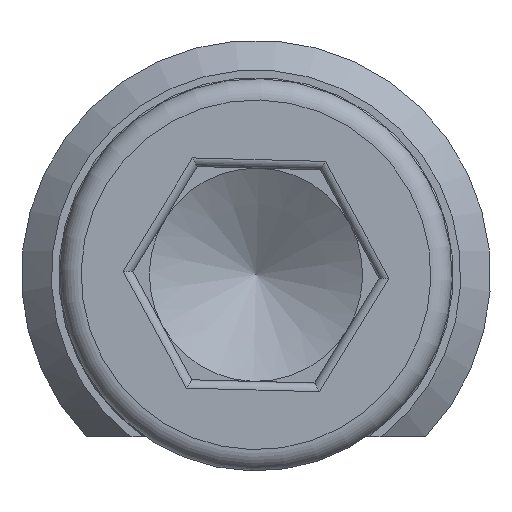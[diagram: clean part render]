
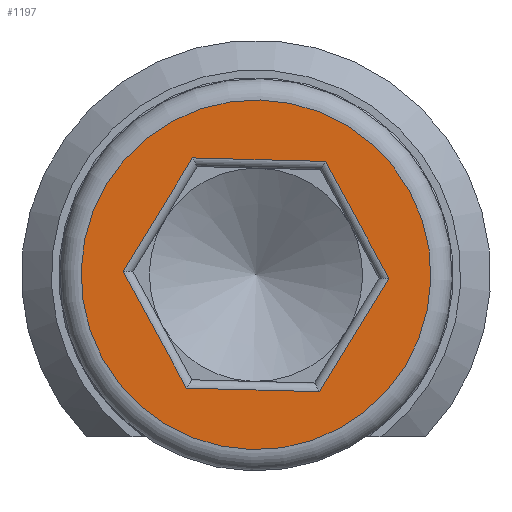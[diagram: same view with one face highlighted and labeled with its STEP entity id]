
A CAD part, front view. The second image highlights one B-rep face of the part: STEP entity #1197.
In plain terms, the highlighted face is planar.
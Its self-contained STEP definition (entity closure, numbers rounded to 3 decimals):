
#55=FACE_BOUND('',#250,.T.);
#75=PLANE('',#1396);
#173=FACE_OUTER_BOUND('',#249,.T.);
#249=EDGE_LOOP('',(#1068));
#250=EDGE_LOOP('',(#1069,#1070,#1071,#1072,#1073,#1074));
#313=LINE('',#2109,#391);
#315=LINE('',#2118,#393);
#317=LINE('',#2124,#395);
#319=LINE('',#2130,#397);
#321=LINE('',#2134,#399);
#323=LINE('',#2137,#401);
#391=VECTOR('',#1712,3.118);
#393=VECTOR('',#1720,3.118);
#395=VECTOR('',#1726,3.118);
#397=VECTOR('',#1732,3.118);
#399=VECTOR('',#1738,3.118);
#401=VECTOR('',#1742,3.118);
#492=CIRCLE('',#1397,4.1);
#587=VERTEX_POINT('',#2106);
#588=VERTEX_POINT('',#2108);
#591=VERTEX_POINT('',#2115);
#592=VERTEX_POINT('',#2117);
#594=VERTEX_POINT('',#2123);
#596=VERTEX_POINT('',#2129);
#604=VERTEX_POINT('',#2159);
#738=EDGE_CURVE('',#587,#588,#313,.T.);
#742=EDGE_CURVE('',#591,#592,#315,.T.);
#745=EDGE_CURVE('',#588,#594,#317,.T.);
#748=EDGE_CURVE('',#594,#596,#319,.T.);
#751=EDGE_CURVE('',#596,#591,#321,.T.);
#753=EDGE_CURVE('',#592,#587,#323,.T.);
#764=EDGE_CURVE('',#604,#604,#492,.T.);
#1068=ORIENTED_EDGE('',*,*,#764,.F.);
#1069=ORIENTED_EDGE('',*,*,#742,.F.);
#1070=ORIENTED_EDGE('',*,*,#751,.F.);
#1071=ORIENTED_EDGE('',*,*,#748,.F.);
#1072=ORIENTED_EDGE('',*,*,#745,.F.);
#1073=ORIENTED_EDGE('',*,*,#738,.F.);
#1074=ORIENTED_EDGE('',*,*,#753,.F.);
#1197=ADVANCED_FACE('',(#173,#55),#75,.T.);
#1396=AXIS2_PLACEMENT_3D('',#2158,#1759,#1760);
#1397=AXIS2_PLACEMENT_3D('',#2160,#1761,#1762);
#1712=DIRECTION('',(-0.866,-0.5,0.));
#1720=DIRECTION('',(0.866,-0.5,0.));
#1726=DIRECTION('',(-0.866,0.5,0.));
#1732=DIRECTION('',(0.,1.,0.));
#1738=DIRECTION('',(0.866,0.5,0.));
#1742=DIRECTION('',(0.,-1.,0.));
#1759=DIRECTION('center_axis',(0.,0.,-1.));
#1760=DIRECTION('ref_axis',(-1.,0.,0.));
#1761=DIRECTION('center_axis',(0.,0.,1.));
#1762=DIRECTION('ref_axis',(-1.,0.,0.));
#2106=CARTESIAN_POINT('',(-19.356,-3.521,0.));
#2108=CARTESIAN_POINT('',(-22.056,-5.08,0.));
#2109=CARTESIAN_POINT('',(-19.356,-3.521,0.));
#2115=CARTESIAN_POINT('',(-22.056,1.155,0.));
#2117=CARTESIAN_POINT('',(-19.356,-0.404,0.));
#2118=CARTESIAN_POINT('',(-22.056,1.155,0.));
#2123=CARTESIAN_POINT('',(-24.756,-3.521,0.));
#2124=CARTESIAN_POINT('',(-22.056,-5.08,0.));
#2129=CARTESIAN_POINT('',(-24.756,-0.404,0.));
#2130=CARTESIAN_POINT('',(-24.756,-3.521,0.));
#2134=CARTESIAN_POINT('',(-24.756,-0.404,0.));
#2137=CARTESIAN_POINT('',(-19.356,-0.404,0.));
#2158=CARTESIAN_POINT('Origin',(-22.056,-1.963,0.));
#2159=CARTESIAN_POINT('',(-17.956,-1.963,0.));
#2160=CARTESIAN_POINT('Origin',(-22.056,-1.963,0.));
